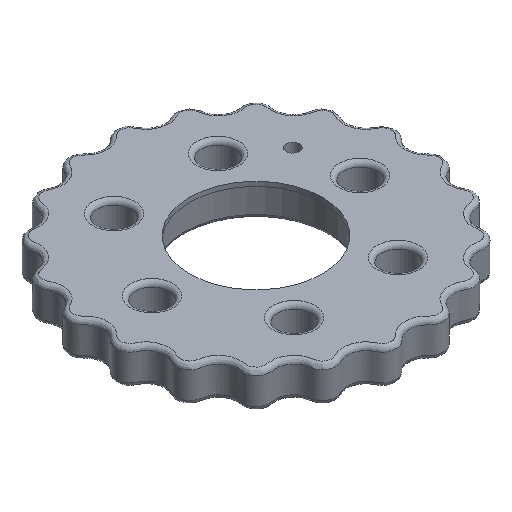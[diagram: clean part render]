
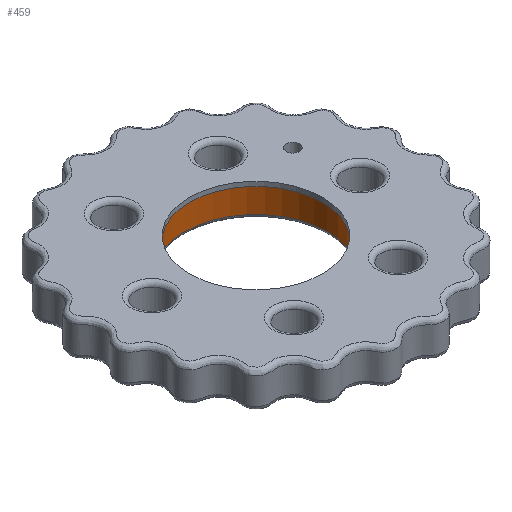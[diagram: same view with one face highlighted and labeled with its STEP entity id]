
A CAD part, isometric view. The second image highlights one B-rep face of the part: STEP entity #459.
In plain terms, the highlighted cylindrical face has radius 16.075 mm (diameter 32.15 mm), a full revolution.
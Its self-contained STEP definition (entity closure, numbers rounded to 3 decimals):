
#61=FACE_OUTER_BOUND('',#89,.T.);
#89=EDGE_LOOP('',(#323,#324,#325,#326,#327));
#133=LINE('',#770,#143);
#143=VECTOR('',#604,16.075);
#156=CIRCLE('',#506,16.075);
#157=CIRCLE('',#507,16.075);
#158=CIRCLE('',#509,16.075);
#208=VERTEX_POINT('',#762);
#209=VERTEX_POINT('',#764);
#210=VERTEX_POINT('',#768);
#252=EDGE_CURVE('',#208,#209,#156,.T.);
#253=EDGE_CURVE('',#209,#208,#157,.T.);
#254=EDGE_CURVE('',#210,#210,#158,.T.);
#255=EDGE_CURVE('',#210,#209,#133,.T.);
#323=ORIENTED_EDGE('',*,*,#254,.T.);
#324=ORIENTED_EDGE('',*,*,#255,.T.);
#325=ORIENTED_EDGE('',*,*,#252,.F.);
#326=ORIENTED_EDGE('',*,*,#253,.F.);
#327=ORIENTED_EDGE('',*,*,#255,.F.);
#449=CYLINDRICAL_SURFACE('',#508,16.075);
#459=ADVANCED_FACE('',(#61),#449,.F.);
#506=AXIS2_PLACEMENT_3D('',#765,#596,#597);
#507=AXIS2_PLACEMENT_3D('',#766,#598,#599);
#508=AXIS2_PLACEMENT_3D('',#767,#600,#601);
#509=AXIS2_PLACEMENT_3D('',#769,#602,#603);
#596=DIRECTION('center_axis',(0.,0.,1.));
#597=DIRECTION('ref_axis',(-1.,0.,0.));
#598=DIRECTION('center_axis',(0.,0.,1.));
#599=DIRECTION('ref_axis',(-1.,0.,0.));
#600=DIRECTION('center_axis',(0.,0.,-1.));
#601=DIRECTION('ref_axis',(-1.,0.,0.));
#602=DIRECTION('center_axis',(0.,0.,1.));
#603=DIRECTION('ref_axis',(-1.,0.,0.));
#604=DIRECTION('',(0.,0.,-1.));
#762=CARTESIAN_POINT('',(-14.705,0.,0.75));
#764=CARTESIAN_POINT('',(17.445,0.,0.75));
#765=CARTESIAN_POINT('Origin',(1.37,0.,0.75));
#766=CARTESIAN_POINT('Origin',(1.37,0.,0.75));
#767=CARTESIAN_POINT('Origin',(1.37,0.,8.));
#768=CARTESIAN_POINT('',(17.445,0.,7.));
#769=CARTESIAN_POINT('Origin',(1.37,0.,7.));
#770=CARTESIAN_POINT('',(17.445,0.,8.));
